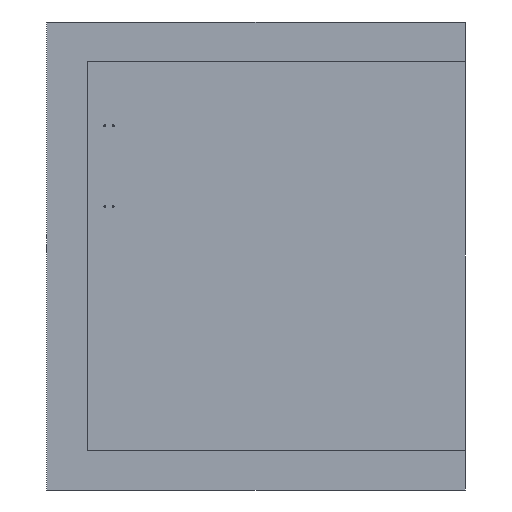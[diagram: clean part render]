
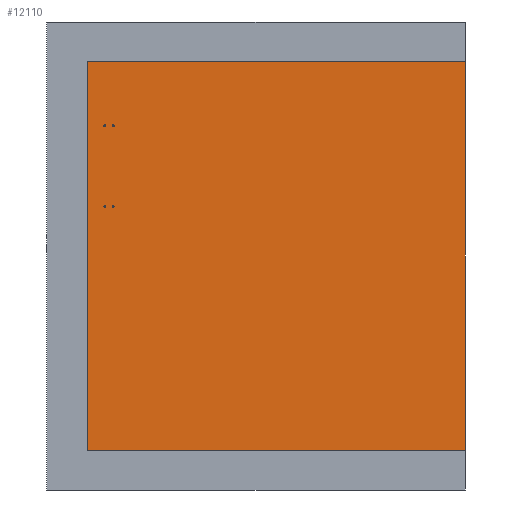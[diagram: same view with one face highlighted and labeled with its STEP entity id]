
A CAD part, left-side view. The second image highlights one B-rep face of the part: STEP entity #12110.
In plain terms, the highlighted planar face has unit normal (-1, 0, 0).
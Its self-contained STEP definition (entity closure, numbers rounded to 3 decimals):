
#10380=CARTESIAN_POINT('',(-42.,-65.15,-1151.6));
#10390=DIRECTION('',(0.,0.,1.));
#10400=VECTOR('',#10390,1.);
#10410=LINE('',#10380,#10400);
#10420=CARTESIAN_POINT('',(-42.,-65.15,-2068.75));
#10430=VERTEX_POINT('',#10420);
#10440=CARTESIAN_POINT('',(-42.,-65.15,-1273.75));
#10450=VERTEX_POINT('',#10440);
#10460=EDGE_CURVE('',#10430,#10450,#10410,.T.);
#10820=CARTESIAN_POINT('',(-42.,-826.65,-2068.75));
#10830=VERTEX_POINT('',#10820);
#10880=CARTESIAN_POINT('',(-42.,-826.65,-1151.6));
#10890=DIRECTION('',(0.,0.,-1.));
#10900=VECTOR('',#10890,1.);
#10910=LINE('',#10880,#10900);
#10920=CARTESIAN_POINT('',(-42.,-826.65,-1273.75));
#10930=VERTEX_POINT('',#10920);
#10940=EDGE_CURVE('',#10930,#10830,#10910,.T.);
#11250=CARTESIAN_POINT('',(-42.,-193.9,-2068.75));
#11260=DIRECTION('',(0.,-1.,0.));
#11270=VECTOR('',#11260,1.);
#11280=LINE('',#11250,#11270);
#11290=EDGE_CURVE('',#10430,#10830,#11280,.T.);
#11350=CARTESIAN_POINT('',(-42.,-126.65,-2623.088));
#11360=DIRECTION('',(-1.,0.,0.));
#11370=DIRECTION('',(0.,0.,1.));
#11380=AXIS2_PLACEMENT_3D('',#11350,#11360,#11370);
#11390=PLANE('',#11380);
#11400=CARTESIAN_POINT('',(-42.,-193.9,-1273.75));
#11410=DIRECTION('',(0.,1.,0.));
#11420=VECTOR('',#11410,1.);
#11430=LINE('',#11400,#11420);
#11440=EDGE_CURVE('',#10930,#10450,#11430,.T.);
#11450=ORIENTED_EDGE('',*,*,#11440,.T.);
#11460=ORIENTED_EDGE('',*,*,#10940,.F.);
#11470=ORIENTED_EDGE('',*,*,#11290,.T.);
#11480=ORIENTED_EDGE('',*,*,#10460,.F.);
#11490=EDGE_LOOP('',(#11480,#11470,#11460,#11450));
#11500=FACE_OUTER_BOUND('',#11490,.T.);
#11510=CARTESIAN_POINT('',(-42.,-128.2,-1413.25));
#11520=DIRECTION('',(1.,0.,0.));
#11530=DIRECTION('',(0.,0.,-1.));
#11540=AXIS2_PLACEMENT_3D('',#11510,#11520,#11530);
#11550=CIRCLE('',#11540,2.);
#11560=CARTESIAN_POINT('',(-42.,-128.2,-1415.25));
#11570=VERTEX_POINT('',#11560);
#11580=CARTESIAN_POINT('',(-42.,-128.2,-1411.25));
#11590=VERTEX_POINT('',#11580);
#11600=EDGE_CURVE('',#11570,#11590,#11550,.T.);
#11610=ORIENTED_EDGE('',*,*,#11600,.T.);
#11620=EDGE_CURVE('',#11590,#11570,#11550,.T.);
#11630=ORIENTED_EDGE('',*,*,#11620,.T.);
#11640=EDGE_LOOP('',(#11630,#11610));
#11650=FACE_BOUND('',#11640,.T.);
#11660=CARTESIAN_POINT('',(-42.,-128.2,-1573.25));
#11670=DIRECTION('',(1.,0.,0.));
#11680=DIRECTION('',(0.,0.,-1.));
#11690=AXIS2_PLACEMENT_3D('',#11660,#11670,#11680);
#11700=CIRCLE('',#11690,2.);
#11710=CARTESIAN_POINT('',(-42.,-128.2,-1575.25));
#11720=VERTEX_POINT('',#11710);
#11730=CARTESIAN_POINT('',(-42.,-128.2,-1571.25));
#11740=VERTEX_POINT('',#11730);
#11750=EDGE_CURVE('',#11720,#11740,#11700,.T.);
#11760=ORIENTED_EDGE('',*,*,#11750,.T.);
#11770=EDGE_CURVE('',#11740,#11720,#11700,.T.);
#11780=ORIENTED_EDGE('',*,*,#11770,.T.);
#11790=EDGE_LOOP('',(#11780,#11760));
#11800=FACE_BOUND('',#11790,.T.);
#11810=CARTESIAN_POINT('',(-42.,-112.2,-1413.25));
#11820=DIRECTION('',(1.,0.,0.));
#11830=DIRECTION('',(0.,0.,-1.));
#11840=AXIS2_PLACEMENT_3D('',#11810,#11820,#11830);
#11850=CIRCLE('',#11840,2.);
#11860=CARTESIAN_POINT('',(-42.,-112.2,-1415.25));
#11870=VERTEX_POINT('',#11860);
#11880=CARTESIAN_POINT('',(-42.,-112.2,-1411.25));
#11890=VERTEX_POINT('',#11880);
#11900=EDGE_CURVE('',#11870,#11890,#11850,.T.);
#11910=ORIENTED_EDGE('',*,*,#11900,.T.);
#11920=EDGE_CURVE('',#11890,#11870,#11850,.T.);
#11930=ORIENTED_EDGE('',*,*,#11920,.T.);
#11940=EDGE_LOOP('',(#11930,#11910));
#11950=FACE_BOUND('',#11940,.T.);
#11960=CARTESIAN_POINT('',(-42.,-112.2,-1573.25));
#11970=DIRECTION('',(1.,0.,0.));
#11980=DIRECTION('',(0.,0.,-1.));
#11990=AXIS2_PLACEMENT_3D('',#11960,#11970,#11980);
#12000=CIRCLE('',#11990,2.);
#12010=CARTESIAN_POINT('',(-42.,-112.2,-1575.25));
#12020=VERTEX_POINT('',#12010);
#12030=CARTESIAN_POINT('',(-42.,-112.2,-1571.25));
#12040=VERTEX_POINT('',#12030);
#12050=EDGE_CURVE('',#12020,#12040,#12000,.T.);
#12060=ORIENTED_EDGE('',*,*,#12050,.T.);
#12070=EDGE_CURVE('',#12040,#12020,#12000,.T.);
#12080=ORIENTED_EDGE('',*,*,#12070,.T.);
#12090=EDGE_LOOP('',(#12080,#12060));
#12100=FACE_BOUND('',#12090,.T.);
#12110=ADVANCED_FACE('',(#11500,#11650,#11800,#11950,#12100),#11390,.T.)
;
